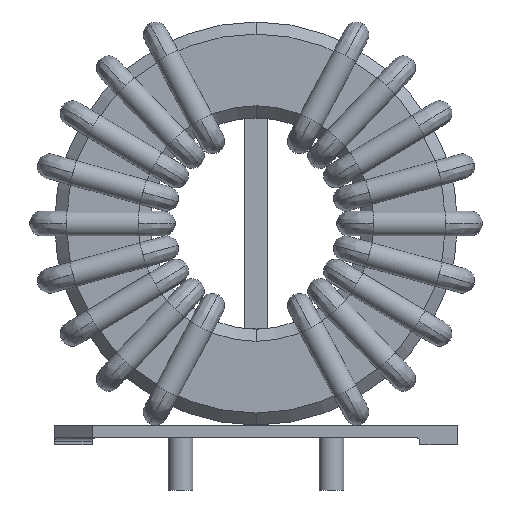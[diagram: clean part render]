
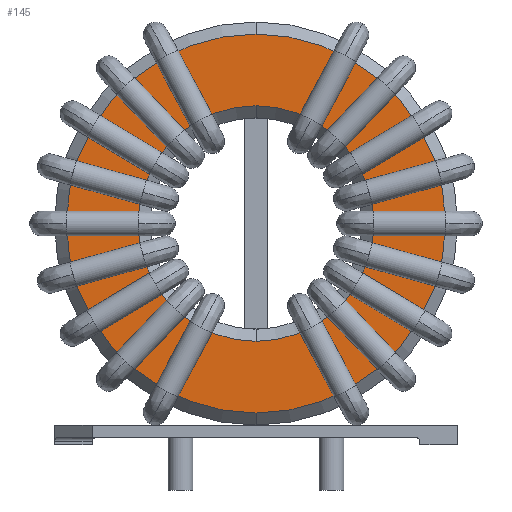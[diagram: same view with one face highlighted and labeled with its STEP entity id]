
A CAD part, front view. The second image highlights one B-rep face of the part: STEP entity #145.
In plain terms, the highlighted planar face has unit normal (0, -1, 0).
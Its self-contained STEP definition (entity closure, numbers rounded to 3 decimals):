
#69 = EDGE_LOOP ( 'NONE', ( #4523, #2936 ) ) ;
#84 = CARTESIAN_POINT ( 'NONE',  ( 0., -5.475, 2.1 ) ) ;
#145 = ADVANCED_FACE ( 'NONE', ( #12265, #10124 ), #2393, .F. ) ;
#318 = CARTESIAN_POINT ( 'NONE',  ( 0., -5.475, 14.65 ) ) ;
#482 = DIRECTION ( 'NONE',  ( 0., 1., 0. ) ) ;
#785 = CARTESIAN_POINT ( 'NONE',  ( 0., -5.475, 14.65 ) ) ;
#1145 = DIRECTION ( 'NONE',  ( 0., 0., -1. ) ) ;
#1393 = ORIENTED_EDGE ( 'NONE', *, *, #3021, .F. ) ;
#1424 = CIRCLE ( 'NONE', #9282, 12.55 ) ;
#2260 = EDGE_LOOP ( 'NONE', ( #1393, #3749 ) ) ;
#2393 = PLANE ( 'NONE',  #10753 ) ;
#2650 = CARTESIAN_POINT ( 'NONE',  ( 0., -5.475, 27.2 ) ) ;
#2936 = ORIENTED_EDGE ( 'NONE', *, *, #7059, .F. ) ;
#3021 = EDGE_CURVE ( 'NONE', #11866, #3208, #8498, .T. ) ;
#3208 = VERTEX_POINT ( 'NONE', #9948 ) ;
#3481 = CARTESIAN_POINT ( 'NONE',  ( 0., -5.475, 14.65 ) ) ;
#3749 = ORIENTED_EDGE ( 'NONE', *, *, #10864, .F. ) ;
#4007 = AXIS2_PLACEMENT_3D ( 'NONE', #11517, #10651, #6150 ) ;
#4498 = CIRCLE ( 'NONE', #13515, 7.8 ) ;
#4523 = ORIENTED_EDGE ( 'NONE', *, *, #8433, .F. ) ;
#5573 = DIRECTION ( 'NONE',  ( 0., -1., 0. ) ) ;
#6150 = DIRECTION ( 'NONE',  ( 0., 0., -1. ) ) ;
#7059 = EDGE_CURVE ( 'NONE', #11795, #12517, #1424, .T. ) ;
#8433 = EDGE_CURVE ( 'NONE', #12517, #11795, #10786, .T. ) ;
#8498 = CIRCLE ( 'NONE', #4007, 7.8 ) ;
#9076 = DIRECTION ( 'NONE',  ( 0., 0., 1. ) ) ;
#9282 = AXIS2_PLACEMENT_3D ( 'NONE', #318, #13230, #12959 ) ;
#9374 = DIRECTION ( 'NONE',  ( 0., 1., 0. ) ) ;
#9865 = CARTESIAN_POINT ( 'NONE',  ( 0., -5.475, 6.85 ) ) ;
#9885 = AXIS2_PLACEMENT_3D ( 'NONE', #785, #9374, #12723 ) ;
#9948 = CARTESIAN_POINT ( 'NONE',  ( 0., -5.475, 22.45 ) ) ;
#10124 = FACE_OUTER_BOUND ( 'NONE', #69, .T. ) ;
#10651 = DIRECTION ( 'NONE',  ( 0., -1., 0. ) ) ;
#10753 = AXIS2_PLACEMENT_3D ( 'NONE', #10979, #482, #9076 ) ;
#10786 = CIRCLE ( 'NONE', #9885, 12.55 ) ;
#10864 = EDGE_CURVE ( 'NONE', #3208, #11866, #4498, .T. ) ;
#10979 = CARTESIAN_POINT ( 'NONE',  ( 0., -5.475, 14.65 ) ) ;
#11517 = CARTESIAN_POINT ( 'NONE',  ( 0., -5.475, 14.65 ) ) ;
#11795 = VERTEX_POINT ( 'NONE', #84 ) ;
#11866 = VERTEX_POINT ( 'NONE', #9865 ) ;
#12265 = FACE_BOUND ( 'NONE', #2260, .T. ) ;
#12517 = VERTEX_POINT ( 'NONE', #2650 ) ;
#12723 = DIRECTION ( 'NONE',  ( 0., 0., 1. ) ) ;
#12959 = DIRECTION ( 'NONE',  ( 0., 0., 1. ) ) ;
#13230 = DIRECTION ( 'NONE',  ( 0., 1., 0. ) ) ;
#13515 = AXIS2_PLACEMENT_3D ( 'NONE', #3481, #5573, #1145 ) ;
